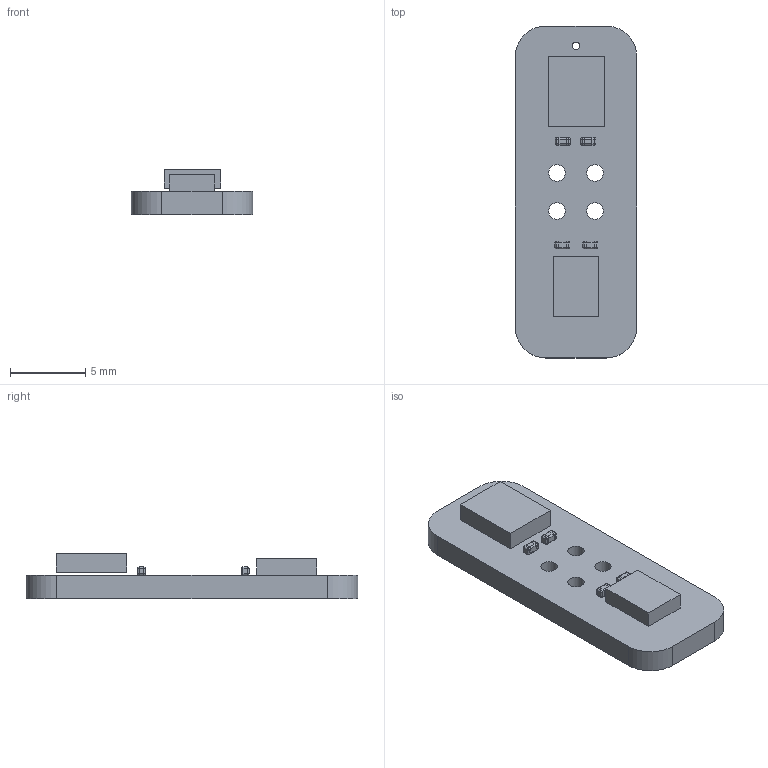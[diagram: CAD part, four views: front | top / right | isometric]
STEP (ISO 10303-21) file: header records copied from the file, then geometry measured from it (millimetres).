
FILE_DESCRIPTION(('Open CASCADE Model'),'2;1');
FILE_NAME('Open CASCADE Shape Model','2017-06-15T15:49:02',('Author'),( 'Open CASCADE'),'Open CASCADE STEP processor 6.8','Open CASCADE 6.8' ,'Unknown');
FILE_SCHEMA(('AUTOMOTIVE_DESIGN { 1 0 10303 214 1 1 1 1 }'));
Length unit declared in the file: millimetre
Products named in the file (1): PCB
Bounding box: 8.1 x 22.1 x 3 mm (x, y, z)
Volume: 302.1 mm3; surface area: 564.4 mm2
Topology: 15 solids, 15 shells, 212 faces, 482 edges, 268 vertices
Faces by surface type: plane 90, cylinder 90, sphere 32
Full cylindrical faces by diameter (mm): 0.5 x1, 1.1 x4
Entity records: 5738 total; most frequent: DIRECTION 1056, CARTESIAN_POINT 931, ORIENTED_EDGE 900, EDGE_CURVE 450, AXIS2_PLACEMENT_3D 393, LINE 270, VECTOR 270, VERTEX_POINT 268
